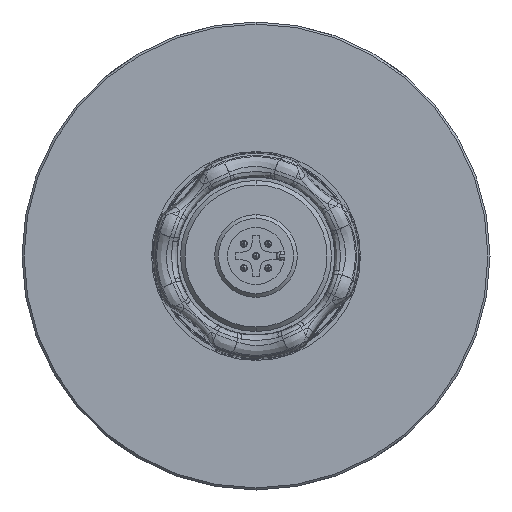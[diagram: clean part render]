
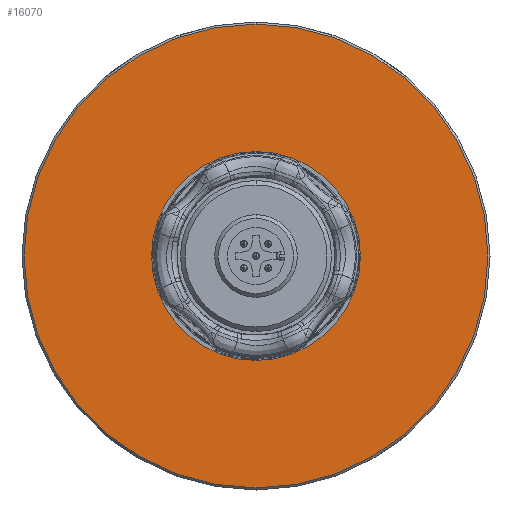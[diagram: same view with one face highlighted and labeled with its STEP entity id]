
A CAD part, front view. The second image highlights one B-rep face of the part: STEP entity #16070.
In plain terms, the highlighted planar face has unit normal (0, -1, 0).
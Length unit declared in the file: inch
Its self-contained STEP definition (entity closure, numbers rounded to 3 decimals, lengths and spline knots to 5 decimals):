
#68 = DIRECTION ( 'NONE',  ( 0., 0., 1. ) ) ;
#97 = EDGE_CURVE ( 'NONE', #5186, #1649, #11396, .T. ) ;
#803 = AXIS2_PLACEMENT_3D ( 'NONE', #9428, #15249, #8014 ) ;
#918 = FACE_OUTER_BOUND ( 'NONE', #10265, .T. ) ;
#1158 = CARTESIAN_POINT ( 'NONE',  ( 0., 0., 0. ) ) ;
#1204 = AXIS2_PLACEMENT_3D ( 'NONE', #9295, #13146, #10282 ) ;
#1281 = EDGE_CURVE ( 'NONE', #1649, #5186, #13236, .T. ) ;
#1324 = EDGE_LOOP ( 'NONE', ( #10471, #10475 ) ) ;
#1636 = AXIS2_PLACEMENT_3D ( 'NONE', #5449, #8215, #11170 ) ;
#1649 = VERTEX_POINT ( 'NONE', #5296 ) ;
#2423 = ORIENTED_EDGE ( 'NONE', *, *, #3541, .F. ) ;
#3541 = EDGE_CURVE ( 'NONE', #15937, #11090, #4761, .T. ) ;
#4761 = CIRCLE ( 'NONE', #10222, 1.3248 ) ;
#5173 = FACE_BOUND ( 'NONE', #1324, .T. ) ;
#5186 = VERTEX_POINT ( 'NONE', #15066 ) ;
#5296 = CARTESIAN_POINT ( 'NONE',  ( 0., 0., -0.59646 ) ) ;
#5449 = CARTESIAN_POINT ( 'NONE',  ( 0., 0., 0. ) ) ;
#7540 = EDGE_CURVE ( 'NONE', #11090, #15937, #16994, .T. ) ;
#8014 = DIRECTION ( 'NONE',  ( 0., 0., -1. ) ) ;
#8215 = DIRECTION ( 'NONE',  ( 0., 1., 0. ) ) ;
#8462 = DIRECTION ( 'NONE',  ( 0., -1., 0. ) ) ;
#8602 = CARTESIAN_POINT ( 'NONE',  ( 0., 0., 0. ) ) ;
#9295 = CARTESIAN_POINT ( 'NONE',  ( 0., 0., 0. ) ) ;
#9428 = CARTESIAN_POINT ( 'NONE',  ( 0., 0., 0. ) ) ;
#9447 = PLANE ( 'NONE',  #1636 ) ;
#9972 = DIRECTION ( 'NONE',  ( 0., 0., -1. ) ) ;
#10222 = AXIS2_PLACEMENT_3D ( 'NONE', #8602, #11660, #68 ) ;
#10265 = EDGE_LOOP ( 'NONE', ( #2423, #11041 ) ) ;
#10282 = DIRECTION ( 'NONE',  ( 0., 0., 1. ) ) ;
#10471 = ORIENTED_EDGE ( 'NONE', *, *, #1281, .F. ) ;
#10475 = ORIENTED_EDGE ( 'NONE', *, *, #97, .F. ) ;
#11041 = ORIENTED_EDGE ( 'NONE', *, *, #7540, .F. ) ;
#11090 = VERTEX_POINT ( 'NONE', #11934 ) ;
#11170 = DIRECTION ( 'NONE',  ( 0., 0., 1. ) ) ;
#11396 = CIRCLE ( 'NONE', #15395, 0.59646 ) ;
#11660 = DIRECTION ( 'NONE',  ( 0., 1., 0. ) ) ;
#11934 = CARTESIAN_POINT ( 'NONE',  ( 0., 0., -1.3248 ) ) ;
#13146 = DIRECTION ( 'NONE',  ( 0., 1., 0. ) ) ;
#13236 = CIRCLE ( 'NONE', #803, 0.59646 ) ;
#15066 = CARTESIAN_POINT ( 'NONE',  ( 0., 0., 0.59646 ) ) ;
#15249 = DIRECTION ( 'NONE',  ( 0., -1., 0. ) ) ;
#15395 = AXIS2_PLACEMENT_3D ( 'NONE', #1158, #8462, #9972 ) ;
#15937 = VERTEX_POINT ( 'NONE', #17374 ) ;
#16070 = ADVANCED_FACE ( 'NONE', ( #918, #5173 ), #9447, .F. ) ;
#16994 = CIRCLE ( 'NONE', #1204, 1.3248 ) ;
#17374 = CARTESIAN_POINT ( 'NONE',  ( 0., 0., 1.3248 ) ) ;
